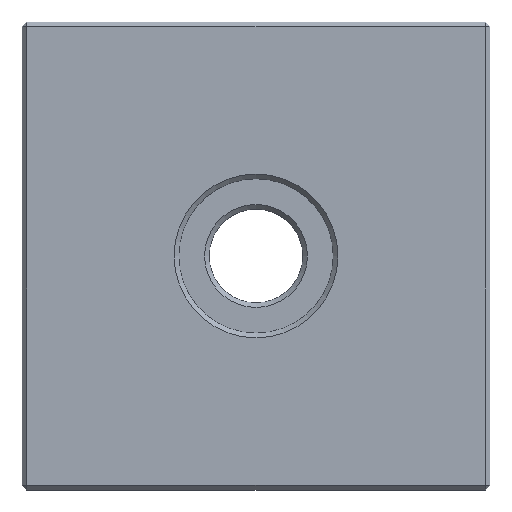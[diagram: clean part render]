
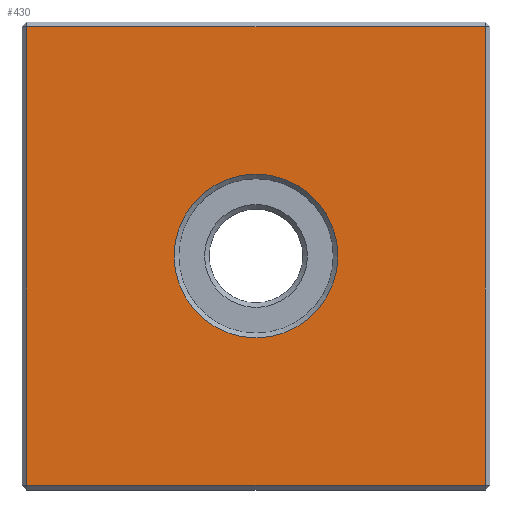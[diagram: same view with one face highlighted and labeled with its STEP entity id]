
A CAD part, top view. The second image highlights one B-rep face of the part: STEP entity #430.
In plain terms, the highlighted planar face has unit normal (0, 0, 1).
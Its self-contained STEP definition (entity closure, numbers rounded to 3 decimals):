
#17=LINE($,#658,#65);
#18=LINE($,#660,#66);
#19=LINE($,#662,#67);
#20=LINE($,#663,#68);
#65=VECTOR($,#532,98.);
#66=VECTOR($,#533,98.);
#67=VECTOR($,#534,98.);
#68=VECTOR($,#535,98.);
#111=PLANE($,#472);
#144=FACE_BOUND($,#191,.T.);
#152=FACE_OUTER_BOUND($,#190,.T.);
#190=EDGE_LOOP($,(#326,#327,#328,#329));
#191=EDGE_LOOP($,(#330));
#224=CIRCLE($,#471,17.5);
#235=VERTEX_POINT($,#653);
#236=VERTEX_POINT($,#656);
#237=VERTEX_POINT($,#657);
#238=VERTEX_POINT($,#659);
#239=VERTEX_POINT($,#661);
#266=EDGE_CURVE($,#235,#235,#224,.T.);
#267=EDGE_CURVE($,#236,#237,#17,.T.);
#268=EDGE_CURVE($,#238,#236,#18,.T.);
#269=EDGE_CURVE($,#239,#238,#19,.T.);
#270=EDGE_CURVE($,#237,#239,#20,.T.);
#326=ORIENTED_EDGE($,*,*,#267,.F.);
#327=ORIENTED_EDGE($,*,*,#268,.F.);
#328=ORIENTED_EDGE($,*,*,#269,.F.);
#329=ORIENTED_EDGE($,*,*,#270,.F.);
#330=ORIENTED_EDGE($,*,*,#266,.F.);
#430=ADVANCED_FACE($,(#152,#144),#111,.T.);
#471=AXIS2_PLACEMENT_3D($,#654,#528,#529);
#472=AXIS2_PLACEMENT_3D($,#655,#530,#531);
#528=DIRECTION('center_axis',(0.,0.,1.));
#529=DIRECTION('ref_axis',(-1.,0.,0.));
#530=DIRECTION('center_axis',(0.,0.,1.));
#531=DIRECTION('ref_axis',(1.,0.,0.));
#532=DIRECTION($,(0.,-1.,0.));
#533=DIRECTION($,(1.,0.,0.));
#534=DIRECTION($,(0.,1.,0.));
#535=DIRECTION($,(-1.,0.,0.));
#653=CARTESIAN_POINT('',(17.5,0.,10.));
#654=CARTESIAN_POINT('Origin',(0.,0.,10.));
#655=CARTESIAN_POINT('Origin',(0.,0.,10.));
#656=CARTESIAN_POINT('',(49.,49.,10.));
#657=CARTESIAN_POINT('',(49.,-49.,10.));
#658=CARTESIAN_POINT($,(49.,-25.,10.));
#659=CARTESIAN_POINT('',(-49.,49.,10.));
#660=CARTESIAN_POINT($,(25.,49.,10.));
#661=CARTESIAN_POINT('',(-49.,-49.,10.));
#662=CARTESIAN_POINT($,(-49.,25.,10.));
#663=CARTESIAN_POINT($,(-25.,-49.,10.));
